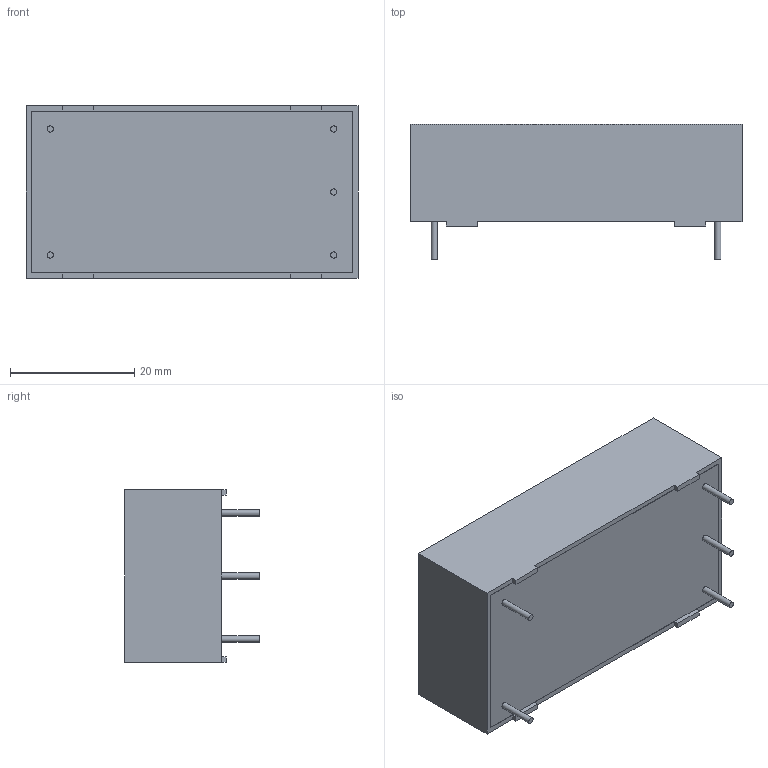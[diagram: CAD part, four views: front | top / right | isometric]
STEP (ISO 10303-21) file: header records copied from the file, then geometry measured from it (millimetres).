
FILE_DESCRIPTION(('FreeCAD Model'),'2;1');
FILE_NAME('RAC05-DC_3D_20190723.step','2019-07-23T13:47:59',('Author'),('') ,'Open CASCADE STEP processor 7.3','FreeCAD','Unknown');
FILE_SCHEMA(('AUTOMOTIVE_DESIGN { 1 0 10303 214 1 1 1 1 }'));
Length unit declared in the file: millimetre
Products named in the file (7): RAC05-DC_pin3(+Vout); RAC05-DC_pin1(VAC_in_N); RAC05-DC_pin4(Com); RAC05-DC_case; RAC05-DC_base_plate; RAC05-DC_pin2(VAC_in_L); RAC05-DC_pin5(-Vout)
Bounding box: 53.5 x 21.75 x 27.8 mm (x, y, z)
Volume: 23308.2 mm3; surface area: 13098.2 mm2
Topology: 7 solids, 7 shells, 145 faces, 360 edges, 240 vertices
Faces by surface type: plane 128, cylinder 17
Full cylindrical faces by diameter (mm): 1 x5
Entity records: 4372 total; most frequent: CARTESIAN_POINT 751, ORIENTED_EDGE 720, DIRECTION 681, EDGE_CURVE 360, LINE 321, VECTOR 321, VERTEX_POINT 240, AXIS2_PLACEMENT_3D 180
